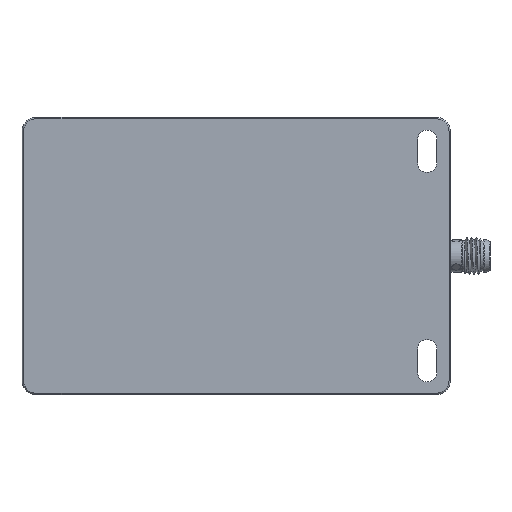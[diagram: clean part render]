
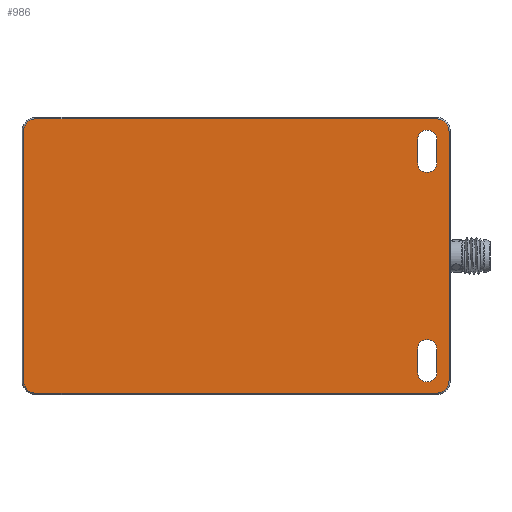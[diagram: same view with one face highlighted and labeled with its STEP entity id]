
A CAD part, front view. The second image highlights one B-rep face of the part: STEP entity #986.
In plain terms, the highlighted planar face has unit normal (0, -1, 0).
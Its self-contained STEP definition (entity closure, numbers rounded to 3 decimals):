
#3 = CARTESIAN_POINT ( 'NONE',  ( -37.5, -6., 29.45 ) ) ;
#25 = VECTOR ( 'NONE', #3149, 1000. ) ;
#42 = AXIS2_PLACEMENT_3D ( 'NONE', #3256, #1475, #2677 ) ;
#53 = DIRECTION ( 'NONE',  ( 0., 0., -1. ) ) ;
#89 = DIRECTION ( 'NONE',  ( 0., 0., 1. ) ) ;
#113 = DIRECTION ( 'NONE',  ( 0., 0., 1. ) ) ;
#137 = CARTESIAN_POINT ( 'NONE',  ( 44.45, -6., 25. ) ) ;
#163 = EDGE_CURVE ( 'NONE', #1554, #3307, #3739, .T. ) ;
#168 = VERTEX_POINT ( 'NONE', #478 ) ;
#258 = AXIS2_PLACEMENT_3D ( 'NONE', #682, #388, #113 ) ;
#266 = DIRECTION ( 'NONE',  ( 0., 0., 1. ) ) ;
#288 = CARTESIAN_POINT ( 'NONE',  ( -37.5, -6., 26.75 ) ) ;
#310 = ORIENTED_EDGE ( 'NONE', *, *, #1970, .T. ) ;
#328 = EDGE_CURVE ( 'NONE', #2896, #2914, #1504, .T. ) ;
#334 = DIRECTION ( 'NONE',  ( 0., 0., -1. ) ) ;
#366 = DIRECTION ( 'NONE',  ( 0., 0., 1. ) ) ;
#374 = DIRECTION ( 'NONE',  ( 0., 0., 1. ) ) ;
#380 = DIRECTION ( 'NONE',  ( 0., 0., 1. ) ) ;
#387 = DIRECTION ( 'NONE',  ( 0., 1., 0. ) ) ;
#388 = DIRECTION ( 'NONE',  ( 0., -1., 0. ) ) ;
#394 = DIRECTION ( 'NONE',  ( 0., 0., 1. ) ) ;
#433 = CARTESIAN_POINT ( 'NONE',  ( 44.45, -6., 25. ) ) ;
#478 = CARTESIAN_POINT ( 'NONE',  ( -40.2, -6., -26.75 ) ) ;
#508 = AXIS2_PLACEMENT_3D ( 'NONE', #812, #1711, #562 ) ;
#512 = EDGE_LOOP ( 'NONE', ( #1851, #3652, #3269, #967, #3583, #1052, #3141, #3767 ) ) ;
#554 = DIRECTION ( 'NONE',  ( 0., 0., -1. ) ) ;
#562 = DIRECTION ( 'NONE',  ( 0., 0., 1. ) ) ;
#614 = CIRCLE ( 'NONE', #1670, 2.05 ) ;
#638 = ORIENTED_EDGE ( 'NONE', *, *, #1431, .F. ) ;
#644 = EDGE_CURVE ( 'NONE', #2799, #2016, #1716, .T. ) ;
#662 = EDGE_LOOP ( 'NONE', ( #1598, #1957, #310, #3036 ) ) ;
#682 = CARTESIAN_POINT ( 'NONE',  ( 48.5, -6., -26.75 ) ) ;
#686 = FACE_OUTER_BOUND ( 'NONE', #512, .T. ) ;
#784 = DIRECTION ( 'NONE',  ( -1., 0., 0. ) ) ;
#812 = CARTESIAN_POINT ( 'NONE',  ( -37.5, -6., -26.75 ) ) ;
#813 = CIRCLE ( 'NONE', #508, 2.7 ) ;
#831 = CARTESIAN_POINT ( 'NONE',  ( 44.45, -6., 20. ) ) ;
#854 = AXIS2_PLACEMENT_3D ( 'NONE', #2499, #387, #89 ) ;
#876 = CARTESIAN_POINT ( 'NONE',  ( 48.55, -6., 25. ) ) ;
#912 = EDGE_CURVE ( 'NONE', #1227, #1276, #1889, .T. ) ;
#967 = ORIENTED_EDGE ( 'NONE', *, *, #2768, .T. ) ;
#986 = ADVANCED_FACE ( 'NONE', ( #686, #1872, #1853 ), #1628, .F. ) ;
#1027 = VERTEX_POINT ( 'NONE', #137 ) ;
#1052 = ORIENTED_EDGE ( 'NONE', *, *, #912, .T. ) ;
#1062 = CARTESIAN_POINT ( 'NONE',  ( 44.45, -6., -25. ) ) ;
#1064 = CIRCLE ( 'NONE', #1552, 2.05 ) ;
#1099 = AXIS2_PLACEMENT_3D ( 'NONE', #288, #3046, #366 ) ;
#1191 = VERTEX_POINT ( 'NONE', #1664 ) ;
#1227 = VERTEX_POINT ( 'NONE', #2422 ) ;
#1276 = VERTEX_POINT ( 'NONE', #3829 ) ;
#1297 = EDGE_LOOP ( 'NONE', ( #638, #1761, #3470, #2540 ) ) ;
#1359 = VERTEX_POINT ( 'NONE', #876 ) ;
#1362 = CARTESIAN_POINT ( 'NONE',  ( -40.2, -6., 0. ) ) ;
#1374 = EDGE_CURVE ( 'NONE', #2914, #1554, #1608, .T. ) ;
#1431 = EDGE_CURVE ( 'NONE', #1027, #2325, #1903, .T. ) ;
#1442 = LINE ( 'NONE', #1362, #3501 ) ;
#1453 = CARTESIAN_POINT ( 'NONE',  ( 48.5, -6., 26.75 ) ) ;
#1455 = LINE ( 'NONE', #2929, #3471 ) ;
#1475 = DIRECTION ( 'NONE',  ( 0., -1., 0. ) ) ;
#1504 = LINE ( 'NONE', #2131, #3091 ) ;
#1552 = AXIS2_PLACEMENT_3D ( 'NONE', #2142, #1757, #2336 ) ;
#1554 = VERTEX_POINT ( 'NONE', #1587 ) ;
#1585 = VECTOR ( 'NONE', #374, 1000. ) ;
#1587 = CARTESIAN_POINT ( 'NONE',  ( 44.45, -6., -25. ) ) ;
#1592 = EDGE_CURVE ( 'NONE', #2325, #1191, #614, .T. ) ;
#1598 = ORIENTED_EDGE ( 'NONE', *, *, #1374, .T. ) ;
#1608 = CIRCLE ( 'NONE', #854, 2.05 ) ;
#1628 = PLANE ( 'NONE',  #3582 ) ;
#1634 = CIRCLE ( 'NONE', #258, 2.7 ) ;
#1664 = CARTESIAN_POINT ( 'NONE',  ( 48.55, -6., 20. ) ) ;
#1670 = AXIS2_PLACEMENT_3D ( 'NONE', #1933, #3134, #380 ) ;
#1711 = DIRECTION ( 'NONE',  ( 0., -1., 0. ) ) ;
#1716 = CIRCLE ( 'NONE', #1099, 2.7 ) ;
#1757 = DIRECTION ( 'NONE',  ( 0., 1., 0. ) ) ;
#1761 = ORIENTED_EDGE ( 'NONE', *, *, #2774, .F. ) ;
#1769 = CARTESIAN_POINT ( 'NONE',  ( 48.5, -6., 29.45 ) ) ;
#1851 = ORIENTED_EDGE ( 'NONE', *, *, #644, .T. ) ;
#1853 = FACE_BOUND ( 'NONE', #662, .T. ) ;
#1872 = FACE_BOUND ( 'NONE', #1297, .T. ) ;
#1889 = LINE ( 'NONE', #2489, #1585 ) ;
#1903 = LINE ( 'NONE', #433, #3287 ) ;
#1933 = CARTESIAN_POINT ( 'NONE',  ( 46.5, -6., 20. ) ) ;
#1957 = ORIENTED_EDGE ( 'NONE', *, *, #163, .T. ) ;
#1970 = EDGE_CURVE ( 'NONE', #3307, #2896, #1064, .T. ) ;
#2016 = VERTEX_POINT ( 'NONE', #3537 ) ;
#2058 = DIRECTION ( 'NONE',  ( 1., 0., 0. ) ) ;
#2065 = CARTESIAN_POINT ( 'NONE',  ( 48.5, -6., -29.45 ) ) ;
#2124 = CIRCLE ( 'NONE', #2691, 2.7 ) ;
#2131 = CARTESIAN_POINT ( 'NONE',  ( 48.55, -6., -25. ) ) ;
#2142 = CARTESIAN_POINT ( 'NONE',  ( 46.5, -6., -20. ) ) ;
#2208 = CARTESIAN_POINT ( 'NONE',  ( 48.55, -6., 25. ) ) ;
#2283 = VERTEX_POINT ( 'NONE', #2324 ) ;
#2324 = CARTESIAN_POINT ( 'NONE',  ( -37.5, -6., -29.45 ) ) ;
#2325 = VERTEX_POINT ( 'NONE', #831 ) ;
#2336 = DIRECTION ( 'NONE',  ( 0., 0., 1. ) ) ;
#2340 = EDGE_CURVE ( 'NONE', #168, #2283, #813, .T. ) ;
#2343 = EDGE_CURVE ( 'NONE', #1276, #3084, #2124, .T. ) ;
#2422 = CARTESIAN_POINT ( 'NONE',  ( 51.2, -6., -26.75 ) ) ;
#2489 = CARTESIAN_POINT ( 'NONE',  ( 51.2, -6., 26.75 ) ) ;
#2499 = CARTESIAN_POINT ( 'NONE',  ( 46.5, -6., -25. ) ) ;
#2525 = CARTESIAN_POINT ( 'NONE',  ( 0., -6., 0. ) ) ;
#2540 = ORIENTED_EDGE ( 'NONE', *, *, #1592, .F. ) ;
#2545 = CIRCLE ( 'NONE', #42, 2.05 ) ;
#2653 = DIRECTION ( 'NONE',  ( 0., -1., 0. ) ) ;
#2677 = DIRECTION ( 'NONE',  ( 0., 0., 1. ) ) ;
#2691 = AXIS2_PLACEMENT_3D ( 'NONE', #1453, #2653, #266 ) ;
#2768 = EDGE_CURVE ( 'NONE', #2283, #3035, #1455, .T. ) ;
#2774 = EDGE_CURVE ( 'NONE', #1359, #1027, #2545, .T. ) ;
#2799 = VERTEX_POINT ( 'NONE', #3 ) ;
#2896 = VERTEX_POINT ( 'NONE', #3542 ) ;
#2914 = VERTEX_POINT ( 'NONE', #3019 ) ;
#2917 = CARTESIAN_POINT ( 'NONE',  ( 0., -6., 29.45 ) ) ;
#2929 = CARTESIAN_POINT ( 'NONE',  ( 0., -6., -29.45 ) ) ;
#3019 = CARTESIAN_POINT ( 'NONE',  ( 48.55, -6., -25. ) ) ;
#3035 = VERTEX_POINT ( 'NONE', #2065 ) ;
#3036 = ORIENTED_EDGE ( 'NONE', *, *, #328, .T. ) ;
#3046 = DIRECTION ( 'NONE',  ( 0., -1., 0. ) ) ;
#3074 = DIRECTION ( 'NONE',  ( 0., 1., 0. ) ) ;
#3084 = VERTEX_POINT ( 'NONE', #1769 ) ;
#3086 = LINE ( 'NONE', #2208, #3517 ) ;
#3091 = VECTOR ( 'NONE', #334, 1000. ) ;
#3098 = EDGE_CURVE ( 'NONE', #1191, #1359, #3086, .T. ) ;
#3105 = DIRECTION ( 'NONE',  ( 0., 0., 1. ) ) ;
#3134 = DIRECTION ( 'NONE',  ( 0., -1., 0. ) ) ;
#3141 = ORIENTED_EDGE ( 'NONE', *, *, #2343, .T. ) ;
#3149 = DIRECTION ( 'NONE',  ( 0., 0., 1. ) ) ;
#3188 = LINE ( 'NONE', #2917, #3686 ) ;
#3230 = EDGE_CURVE ( 'NONE', #3035, #1227, #1634, .T. ) ;
#3256 = CARTESIAN_POINT ( 'NONE',  ( 46.5, -6., 25. ) ) ;
#3269 = ORIENTED_EDGE ( 'NONE', *, *, #2340, .T. ) ;
#3287 = VECTOR ( 'NONE', #53, 1000. ) ;
#3307 = VERTEX_POINT ( 'NONE', #3784 ) ;
#3470 = ORIENTED_EDGE ( 'NONE', *, *, #3098, .F. ) ;
#3471 = VECTOR ( 'NONE', #2058, 1000. ) ;
#3501 = VECTOR ( 'NONE', #554, 1000. ) ;
#3517 = VECTOR ( 'NONE', #3105, 1000. ) ;
#3537 = CARTESIAN_POINT ( 'NONE',  ( -40.2, -6., 26.75 ) ) ;
#3542 = CARTESIAN_POINT ( 'NONE',  ( 48.55, -6., -20. ) ) ;
#3582 = AXIS2_PLACEMENT_3D ( 'NONE', #2525, #3074, #394 ) ;
#3583 = ORIENTED_EDGE ( 'NONE', *, *, #3230, .T. ) ;
#3652 = ORIENTED_EDGE ( 'NONE', *, *, #3857, .T. ) ;
#3686 = VECTOR ( 'NONE', #784, 1000. ) ;
#3739 = LINE ( 'NONE', #1062, #25 ) ;
#3767 = ORIENTED_EDGE ( 'NONE', *, *, #3803, .T. ) ;
#3784 = CARTESIAN_POINT ( 'NONE',  ( 44.45, -6., -20. ) ) ;
#3803 = EDGE_CURVE ( 'NONE', #3084, #2799, #3188, .T. ) ;
#3829 = CARTESIAN_POINT ( 'NONE',  ( 51.2, -6., 26.75 ) ) ;
#3857 = EDGE_CURVE ( 'NONE', #2016, #168, #1442, .T. ) ;
